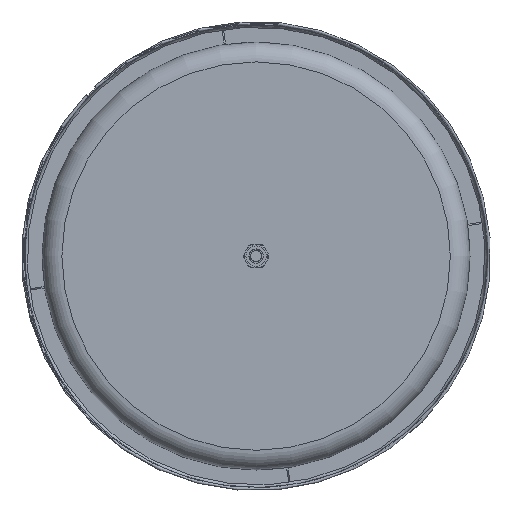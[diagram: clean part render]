
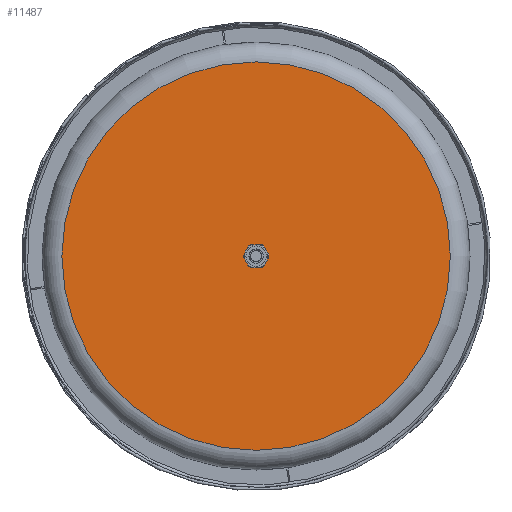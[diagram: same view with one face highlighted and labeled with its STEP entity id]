
A CAD part, front view. The second image highlights one B-rep face of the part: STEP entity #11487.
In plain terms, the highlighted face is planar.
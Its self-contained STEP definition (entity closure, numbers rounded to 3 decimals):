
#11399=CARTESIAN_POINT('',(84.0,0.,40.0));
#11400=VERTEX_POINT('',#11399);
#11401=CARTESIAN_POINT('',(0.0,0.0,40.0));
#11402=DIRECTION('',(0.0,0.0,-1.0));
#11403=DIRECTION('',(-1.0,0.0,0.0));
#11404=AXIS2_PLACEMENT_3D('',#11401,#11402,#11403);
#11405=CIRCLE('',#11404,84.0);
#11406=EDGE_CURVE('',#11400,#11400,#11405,.T.);
#11479=CARTESIAN_POINT('',(0.,0.,40.0));
#11480=DIRECTION('',(0.0,0.0,1.0));
#11481=DIRECTION('',(1.0,0.0,0.0));
#11482=AXIS2_PLACEMENT_3D('',#11479,#11480,#11481);
#11483=PLANE('',#11482);
#11484=ORIENTED_EDGE('',*,*,#11406,.F.);
#11485=EDGE_LOOP('',(#11484));
#11486=FACE_OUTER_BOUND('',#11485,.T.);
#11487=ADVANCED_FACE('',(#11486),#11483,.T.);
